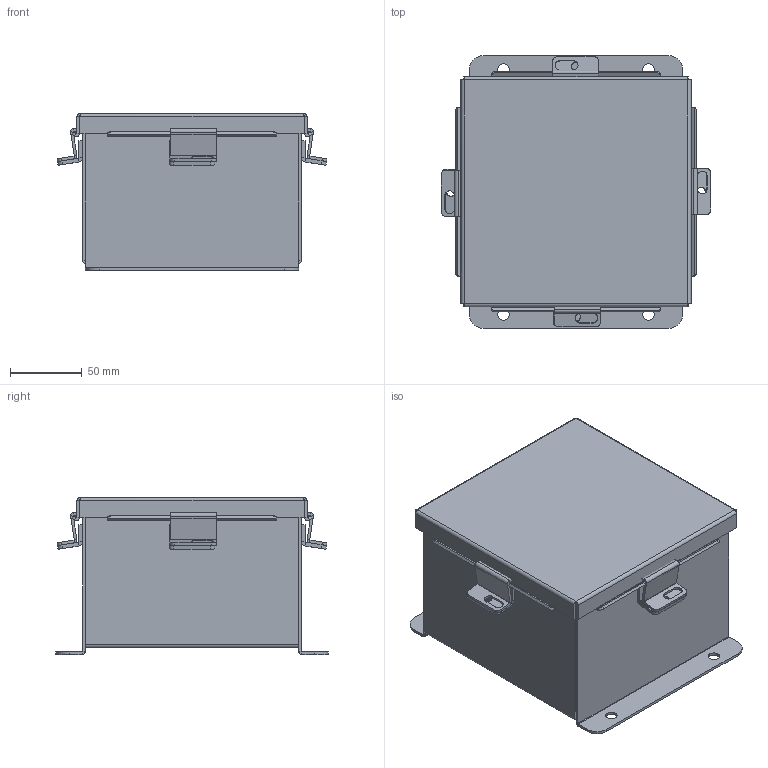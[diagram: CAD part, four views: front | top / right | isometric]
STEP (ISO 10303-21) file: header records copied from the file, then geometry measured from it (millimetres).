
FILE_DESCRIPTION (( 'STEP AP203' ), '1' );
FILE_NAME ('N060604NFSSWP.STEP', '2014-03-26T15:03:40', ( 'changeme' ), ( 'Microsoft' ), 'SwSTEP 2.0', 'SolidWorks 2013', '' );
FILE_SCHEMA (( 'CONFIG_CONTROL_DESIGN' ));
Length unit declared in the file: inch
Products named in the file (10): N060604NFSSWP JIC Cover Clamp; N060604NFSSWP JIC Enclosure Template; N060604NFSSWP; N060604NFSSWP JIC_Cover_Template; N060604NFSSWP JIC_Standoff; N060604NFSSWP JIC Top; N060604NFSSWP JIC Clamp Bracket; N060604NFSSWP JIC Backpanel; N060604NFSSWP HW-CD-S-25020-034; N060604NFSSWP JIC Bottom
Assembly tree (19 placements, depth 2):
  N060604NFSSWP
    N060604NFSSWP JIC Enclosure Template
    N060604NFSSWP JIC_Cover_Template
    N060604NFSSWP JIC_Standoff  x4
    N060604NFSSWP JIC Backpanel
    N060604NFSSWP JIC Clamp Bracket  x4
    N060604NFSSWP JIC Cover Clamp  x4
    N060604NFSSWP JIC Top
    N060604NFSSWP JIC Bottom
    N060604NFSSWP HW-CD-S-25020-034  x2
Bounding box: 188.13 x 189.88 x 109.42 mm (x, y, z)
Volume: 291282.4 mm3; surface area: 314108.5 mm2
Topology: 19 solids, 19 shells, 456 faces, 1008 edges, 596 vertices
Faces by surface type: plane 292, cylinder 144, bspline 8, torus 8, cone 4
Entity records: 9556 total; most frequent: CARTESIAN_POINT 1750, DIRECTION 1396, ORIENTED_EDGE 1284, EDGE_CURVE 642, AXIS2_PLACEMENT_3D 472, LINE 452, VECTOR 452, VERTEX_POINT 378
